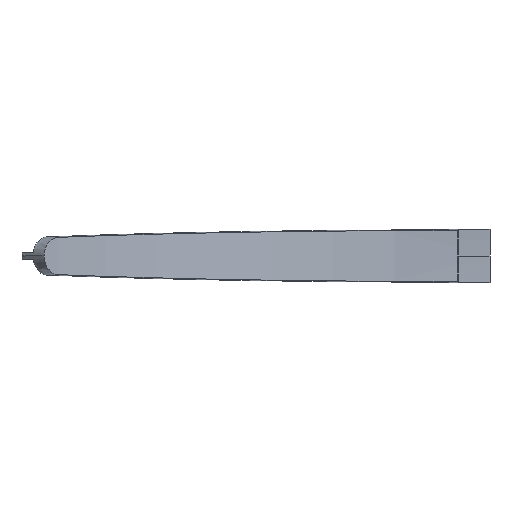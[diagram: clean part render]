
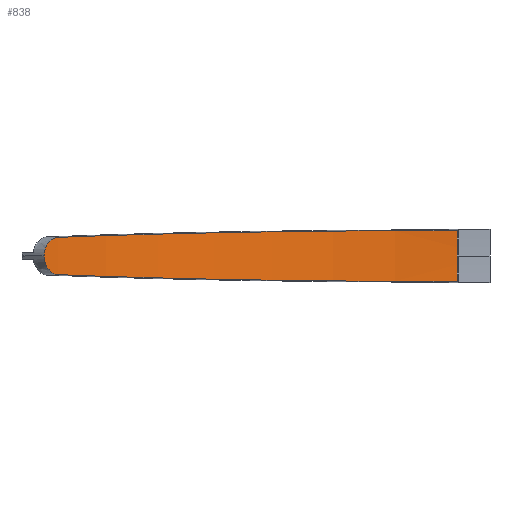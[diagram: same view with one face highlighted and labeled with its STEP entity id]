
A CAD part, front view. The second image highlights one B-rep face of the part: STEP entity #838.
In plain terms, the highlighted spherical face has radius 75 mm.
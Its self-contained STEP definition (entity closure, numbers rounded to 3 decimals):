
#2 = CARTESIAN_POINT ( 'NONE',  ( -58.031, 53.035, 0. ) ) ;
#6 = CARTESIAN_POINT ( 'NONE',  ( -57.645, 53.399, 1.441 ) ) ;
#7 = VERTEX_POINT ( 'NONE', #326 ) ;
#30 = CARTESIAN_POINT ( 'NONE',  ( -58.01, 53.055, 0.311 ) ) ;
#68 = EDGE_CURVE ( 'NONE', #185, #1155, #1025, .T. ) ;
#75 = CARTESIAN_POINT ( 'NONE',  ( -57.322, 53.702, -1.878 ) ) ;
#103 = CARTESIAN_POINT ( 'NONE',  ( -5., 0., 0. ) ) ;
#110 = CARTESIAN_POINT ( 'NONE',  ( -58.031, 53.035, 0. ) ) ;
#117 = CARTESIAN_POINT ( 'NONE',  ( -57.033, 53.973, 2.126 ) ) ;
#145 = VERTEX_POINT ( 'NONE', #406 ) ;
#161 = EDGE_LOOP ( 'NONE', ( #813, #932, #604, #449, #314 ) ) ;
#163 = CARTESIAN_POINT ( 'NONE',  ( -57.572, 53.467, -1.56 ) ) ;
#171 = DIRECTION ( 'NONE',  ( 0., -0.044, -0.999 ) ) ;
#184 = CARTESIAN_POINT ( 'NONE',  ( -5., 0., 0. ) ) ;
#185 = VERTEX_POINT ( 'NONE', #681 ) ;
#186 = AXIS2_PLACEMENT_3D ( 'NONE', #103, #194, #1140 ) ;
#194 = DIRECTION ( 'NONE',  ( 1., 0., 0. ) ) ;
#202 = DIRECTION ( 'NONE',  ( 0., 0.999, -0.044 ) ) ;
#252 = CARTESIAN_POINT ( 'NONE',  ( -57.831, 53.225, -1.046 ) ) ;
#269 = AXIS2_PLACEMENT_3D ( 'NONE', #956, #378, #574 ) ;
#280 = CARTESIAN_POINT ( 'NONE',  ( -56.492, 54.479, 2.364 ) ) ;
#287 = CARTESIAN_POINT ( 'NONE',  ( -57.774, 53.278, 1.185 ) ) ;
#293 = CARTESIAN_POINT ( 'NONE',  ( -57.83, 53.225, 1.047 ) ) ;
#309 = CARTESIAN_POINT ( 'NONE',  ( -56.265, 54.692, -2.388 ) ) ;
#314 = ORIENTED_EDGE ( 'NONE', *, *, #866, .F. ) ;
#326 = CARTESIAN_POINT ( 'NONE',  ( -58.031, 53.035, 0. ) ) ;
#362 = CARTESIAN_POINT ( 'NONE',  ( -5., 0., 0. ) ) ;
#374 = CARTESIAN_POINT ( 'NONE',  ( -58.021, 53.045, -0.31 ) ) ;
#378 = DIRECTION ( 'NONE',  ( 0., 0.044, -0.999 ) ) ;
#383 = FACE_OUTER_BOUND ( 'NONE', #161, .T. ) ;
#396 = CARTESIAN_POINT ( 'NONE',  ( -57.321, 53.703, 1.879 ) ) ;
#401 = CARTESIAN_POINT ( 'NONE',  ( -57.133, 53.879, -2.052 ) ) ;
#406 = CARTESIAN_POINT ( 'NONE',  ( -56.265, 54.692, 2.388 ) ) ;
#449 = ORIENTED_EDGE ( 'NONE', *, *, #68, .T. ) ;
#453 = AXIS2_PLACEMENT_3D ( 'NONE', #184, #646, #202 ) ;
#488 = CARTESIAN_POINT ( 'NONE',  ( -57.033, 53.973, -2.126 ) ) ;
#493 = CARTESIAN_POINT ( 'NONE',  ( -57.922, 53.138, 0.763 ) ) ;
#520 = VERTEX_POINT ( 'NONE', #309 ) ;
#563 = CARTESIAN_POINT ( 'NONE',  ( -57.132, 53.88, 2.052 ) ) ;
#574 = DIRECTION ( 'NONE',  ( 1., 0., 0. ) ) ;
#579 = CARTESIAN_POINT ( 'NONE',  ( -56.265, 54.692, -2.388 ) ) ;
#604 = ORIENTED_EDGE ( 'NONE', *, *, #731, .T. ) ;
#620 = CARTESIAN_POINT ( 'NONE',  ( -57.775, 53.277, -1.183 ) ) ;
#636 = CIRCLE ( 'NONE', #269, 75. ) ;
#646 = DIRECTION ( 'NONE',  ( 0., 0.044, 0.999 ) ) ;
#652 = CARTESIAN_POINT ( 'NONE',  ( -56.823, 54.17, 2.249 ) ) ;
#666 = CARTESIAN_POINT ( 'NONE',  ( -57.958, 53.104, 0.616 ) ) ;
#681 = CARTESIAN_POINT ( 'NONE',  ( -5., 74.929, -3.271 ) ) ;
#722 = DIRECTION ( 'NONE',  ( 1., 0., 0. ) ) ;
#731 = EDGE_CURVE ( 'NONE', #520, #185, #899, .T. ) ;
#744 = CARTESIAN_POINT ( 'NONE',  ( -57.968, 53.095, -0.621 ) ) ;
#755 = CARTESIAN_POINT ( 'NONE',  ( -57.41, 53.619, 1.779 ) ) ;
#761 = CARTESIAN_POINT ( 'NONE',  ( -57.572, 53.468, 1.56 ) ) ;
#767 = CARTESIAN_POINT ( 'NONE',  ( -56.824, 54.168, -2.248 ) ) ;
#801 = EDGE_CURVE ( 'NONE', #7, #520, #998, .T. ) ;
#813 = ORIENTED_EDGE ( 'NONE', *, *, #851, .T. ) ;
#838 = ADVANCED_FACE ( 'NONE', ( #383 ), #1142, .F. ) ;
#847 = CARTESIAN_POINT ( 'NONE',  ( -56.714, 54.271, -2.297 ) ) ;
#851 = EDGE_CURVE ( 'NONE', #145, #7, #1179, .T. ) ;
#855 = CARTESIAN_POINT ( 'NONE',  ( -56.492, 54.479, -2.364 ) ) ;
#861 = CARTESIAN_POINT ( 'NONE',  ( -56.265, 54.692, 2.388 ) ) ;
#865 = CARTESIAN_POINT ( 'NONE',  ( -56.713, 54.272, 2.297 ) ) ;
#866 = EDGE_CURVE ( 'NONE', #145, #1155, #636, .T. ) ;
#899 = CIRCLE ( 'NONE', #1169, 75. ) ;
#909 = CARTESIAN_POINT ( 'NONE',  ( -57.411, 53.619, -1.778 ) ) ;
#932 = ORIENTED_EDGE ( 'NONE', *, *, #801, .T. ) ;
#956 = CARTESIAN_POINT ( 'NONE',  ( -5., 0., 0. ) ) ;
#995 = CARTESIAN_POINT ( 'NONE',  ( -57.645, 53.399, -1.441 ) ) ;
#998 = B_SPLINE_CURVE_WITH_KNOTS ( 'NONE', 3,
 ( #2, #374, #744, #252, #620, #995, #163, #909, #75, #401, #488, #767, #847, #855, #1131, #579 ),
 .UNSPECIFIED., .F., .F.,
 ( 4, 2, 2, 2, 2, 2, 2, 4 ),
 ( 0.003, 0.004, 0.004, 0.005, 0.005, 0.006, 0.006, 0.007 ),
 .UNSPECIFIED. ) ;
#1016 = CARTESIAN_POINT ( 'NONE',  ( -5., 74.929, 3.271 ) ) ;
#1025 = CIRCLE ( 'NONE', #186, 75. ) ;
#1044 = CARTESIAN_POINT ( 'NONE',  ( -56.379, 54.585, 2.383 ) ) ;
#1120 = CARTESIAN_POINT ( 'NONE',  ( -58.026, 53.04, 0.155 ) ) ;
#1131 = CARTESIAN_POINT ( 'NONE',  ( -56.379, 54.585, -2.383 ) ) ;
#1140 = DIRECTION ( 'NONE',  ( 0., 0.999, -0.044 ) ) ;
#1142 = SPHERICAL_SURFACE ( 'NONE', #453, 75. ) ;
#1155 = VERTEX_POINT ( 'NONE', #1016 ) ;
#1169 = AXIS2_PLACEMENT_3D ( 'NONE', #362, #171, #722 ) ;
#1179 = B_SPLINE_CURVE_WITH_KNOTS ( 'NONE', 3,
 ( #861, #1044, #280, #865, #652, #117, #563, #396, #755, #761, #6, #287, #293, #493, #666, #30, #1120, #110 ),
 .UNSPECIFIED., .F., .F.,
 ( 4, 2, 2, 2, 2, 2, 2, 2, 4 ),
 ( 0., 0., 0.001, 0.001, 0.002, 0.002, 0.003, 0.003, 0.004 ),
 .UNSPECIFIED. ) ;
